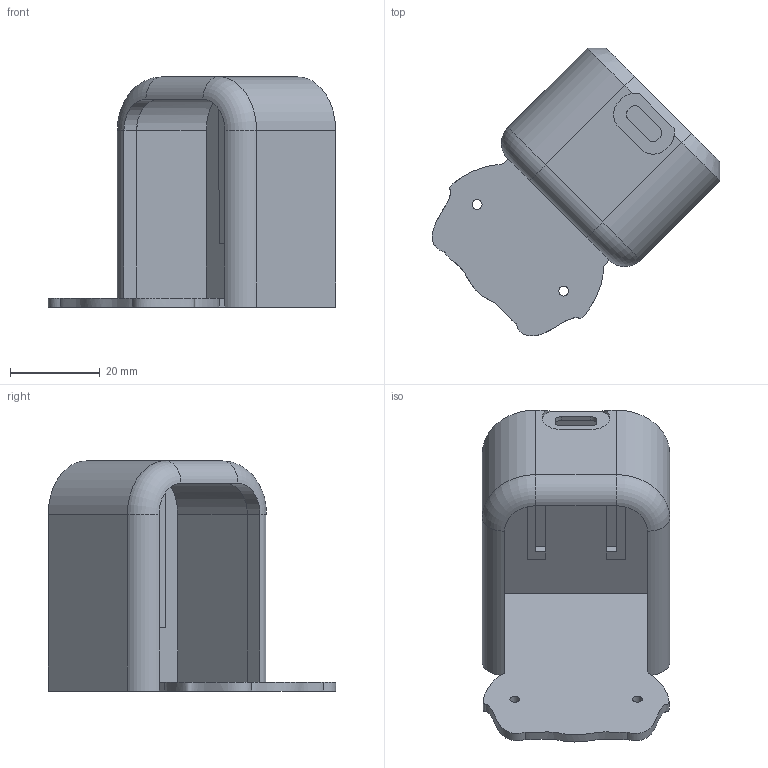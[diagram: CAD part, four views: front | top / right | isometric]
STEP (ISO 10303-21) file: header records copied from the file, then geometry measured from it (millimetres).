
FILE_DESCRIPTION(/* description */ (''),/* implementation_level */ '2;1');
FILE_NAME(/* name */ 'trackball-thumb-helmet-vik-controller-optional-battery-backpack.step',/* time_stamp */ '2024-04-19T05:55:44-07:00',/* author */ (''),/* organization */ (''),/* preprocessor_version */ 'ST-DEVELOPER v20',/* originating_system */ 'Autodesk Translation Framework v12.20.1.177',/* authorisation */ '');
FILE_SCHEMA (('AUTOMOTIVE_DESIGN { 1 0 10303 214 3 1 1 }'));
Length unit declared in the file: millimetre
Products named in the file (1): trackball-thumb-helmet-vik-controller-optional-battery-backpack
Bounding box: 64.19 x 64.22 x 51.42 mm (x, y, z)
Volume: 21439.8 mm3; surface area: 17098.7 mm2
Topology: 1 solids, 1 shells, 71 faces, 185 edges, 116 vertices
Faces by surface type: plane 43, cylinder 19, cone 4, bspline 3, torus 2
Full cylindrical faces by diameter (mm): 2.2 x2
Entity records: 2843 total; most frequent: CARTESIAN_POINT 1036, ORIENTED_EDGE 370, DIRECTION 363, EDGE_CURVE 185, LINE 133, VECTOR 133, VERTEX_POINT 116, AXIS2_PLACEMENT_3D 115
